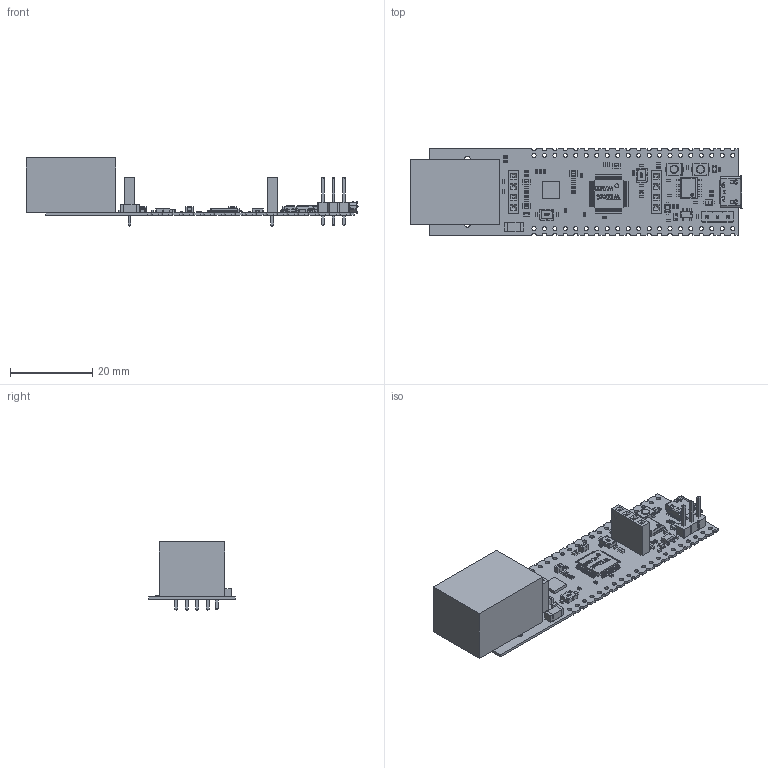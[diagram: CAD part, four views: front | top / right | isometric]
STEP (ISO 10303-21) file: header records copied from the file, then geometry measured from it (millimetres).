
FILE_DESCRIPTION(('Open CASCADE Model'),'2;1');
FILE_NAME('Open CASCADE Shape Model','2023-11-23T11:21:16',('Author'),( 'Open CASCADE'),'Open CASCADE STEP processor 6.8','Open CASCADE 6.8' ,'Unknown');
FILE_SCHEMA(('AUTOMOTIVE_DESIGN { 1 0 10303 214 1 1 1 1 }'));
Length unit declared in the file: millimetre
Products named in the file (124): PCB; Board; Open CASCADE STEP translator 6.8 3.1.1; Open CASCADE STEP translator 6.8 3.1.1.1; P1; 6878163680; Extruded; J3; PH03-3; J5; 5048740272; Body; LeadsArray; J4; C27; Cap_Samsung_CL21B273KBANNNC_eec; body; side; Samsung_logo; C24; C15; C10; U5; 7025021824; U1; W7500-48PIN; 4; PIN; Y3; User_Library-ABRACON_ASE; Y2; U3; SOIC-8; User_Library-SOIC-8_SOIC-8_Pins_1; User_Library-SOIC-8_SOIC-8_Body_1; U2; User_Library-SOT23-5-2; SW2; User_Library-pts820_15_pb; SW1 ...
Assembly tree (239 placements, depth 8):
  PCB
    Board
      Open CASCADE STEP translator 6.8 3.1.1
        Open CASCADE STEP translator 6.8 3.1.1.1
    P1
      6878163680
        Extruded
    J3
      PH03-3
    J5
      5048740272
        Body
        LeadsArray
    J4
      5048740272
        Body
        LeadsArray
    C27
      Cap_Samsung_CL21B273KBANNNC_eec
        body
        side  x2
        Samsung_logo
    C24
      Cap_Samsung_CL21B273KBANNNC_eec
        body
        side  x2
        Samsung_logo
    C15
      Cap_Samsung_CL21B273KBANNNC_eec
        body
        side  x2
        Samsung_logo
    C10
      Cap_Samsung_CL21B273KBANNNC_eec
        body
        side  x2
        Samsung_logo
    U5
      7025021824
        Extruded
    U1
      W7500-48PIN
        4
        PIN  x64
    Y3
      User_Library-ABRACON_ASE
    Y2
      User_Library-ABRACON_ASE
    U3
      SOIC-8
        User_Library-SOIC-8_SOIC-8_Pins_1
        User_Library-SOIC-8_SOIC-8_Body_1
    U2
      User_Library-SOT23-5-2
    SW2
      User_Library-pts820_15_pb
    SW1
      User_Library-pts820_15_pb
    R24
      RES_C1005X04N
Bounding box: 80.63 x 21 x 16.6 mm (x, y, z)
Volume: 6303.5 mm3; surface area: 7017.8 mm2
Topology: 192 solids, 192 shells, 6762 faces, 19021 edges, 12498 vertices
Faces by surface type: plane 3746, cylinder 2085, bspline 871, sphere 48, cone 8, torus 4
Full cylindrical faces by diameter (mm): 0.914 x3, 1 x55, 1.2 x8, 1.6 x2, 3.3 x2
Entity records: 74499 total; most frequent: CARTESIAN_POINT 17220, ORIENTED_EDGE 10608, DIRECTION 9854, EDGE_CURVE 5304, LINE 3738, VECTOR 3738, VERTEX_POINT 3467, AXIS2_PLACEMENT_3D 3058
